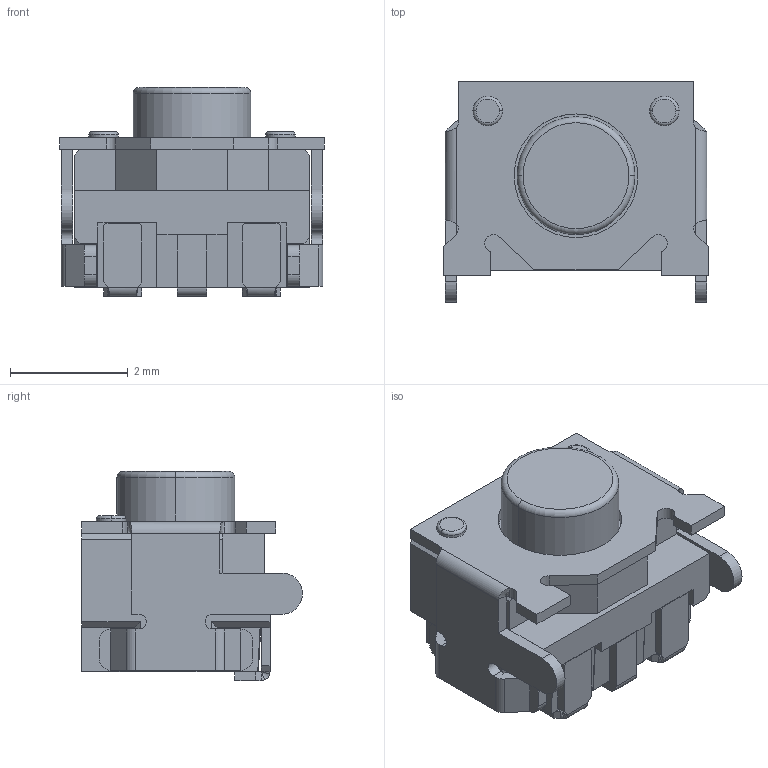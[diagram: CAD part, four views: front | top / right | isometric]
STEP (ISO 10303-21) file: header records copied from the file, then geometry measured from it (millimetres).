
FILE_DESCRIPTION((''),'2;1');
FILE_NAME('PTS845_VM20P_SMTR4_LFS','2020-01-10T',('Cube.hu'),(''),'CREO PARAMETRIC BY PTC INC, 2018220','CREO PARAMETRIC BY PTC INC, 2018220','');
FILE_SCHEMA(('CONFIG_CONTROL_DESIGN'));
Length unit declared in the file: millimetre
Products named in the file (1): PTS845_VM20P_SMTR4_LFS
Bounding box: 4.5 x 3.75 x 3.55 mm (x, y, z)
Surface area: 113.5 mm2 (no closed solid volume)
Topology: 0 solids, 1 shells, 261 faces, 732 edges, 479 vertices
Faces by surface type: plane 164, cylinder 66, bspline 24, torus 6, extrusion 1
Entity records: 12281 total; most frequent: CARTESIAN_POINT 3795, ORIENTED_EDGE 1460, DIRECTION 1259, EDGE_CURVE 730, VECTOR 507, LINE 506, VERTEX_POINT 478, AXIS2_PLACEMENT_3D 376
